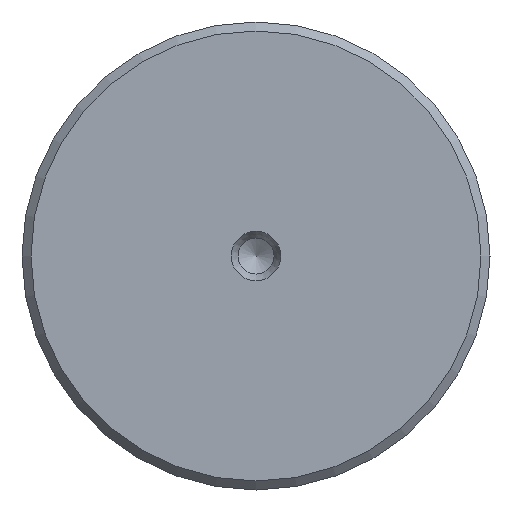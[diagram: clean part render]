
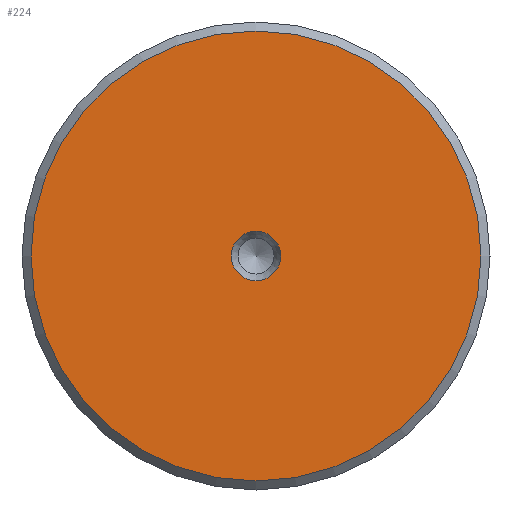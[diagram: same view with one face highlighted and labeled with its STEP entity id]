
A CAD part, left-side view. The second image highlights one B-rep face of the part: STEP entity #224.
In plain terms, the highlighted planar face has unit normal (-1, 0, 0).
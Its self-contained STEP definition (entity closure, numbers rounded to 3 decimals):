
#140=PLANE('',#732);
#179=CIRCLE('',#726,25.);
#181=CIRCLE('',#731,2.75);
#224=ADVANCED_FACE('',(#272,#273),#140,.F.);
#272=FACE_BOUND('',#342,.T.);
#273=FACE_BOUND('',#343,.T.);
#342=EDGE_LOOP('',(#491));
#343=EDGE_LOOP('',(#492));
#491=ORIENTED_EDGE('',*,*,#631,.T.);
#492=ORIENTED_EDGE('',*,*,#629,.T.);
#553=VERTEX_POINT('',#1952);
#555=VERTEX_POINT('',#1959);
#629=EDGE_CURVE('',#553,#553,#179,.T.);
#631=EDGE_CURVE('',#555,#555,#181,.T.);
#726=AXIS2_PLACEMENT_3D('',#1951,#883,#884);
#731=AXIS2_PLACEMENT_3D('',#1958,#893,#894);
#732=AXIS2_PLACEMENT_3D('',#1960,#895,#896);
#883=DIRECTION('',(-1.,0.,0.));
#884=DIRECTION('',(0.,0.,-1.));
#893=DIRECTION('',(1.,0.,0.));
#894=DIRECTION('',(0.,0.,-1.));
#895=DIRECTION('',(1.,0.,0.));
#896=DIRECTION('',(0.,0.,-1.));
#1951=CARTESIAN_POINT('',(0.,0.,0.));
#1952=CARTESIAN_POINT('',(0.,0.,-25.));
#1958=CARTESIAN_POINT('',(0.,0.,0.));
#1959=CARTESIAN_POINT('',(0.,0.,-2.75));
#1960=CARTESIAN_POINT('',(0.,0.,0.));
